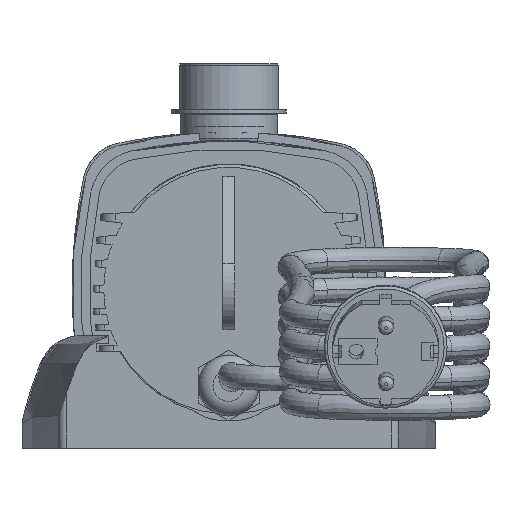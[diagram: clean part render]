
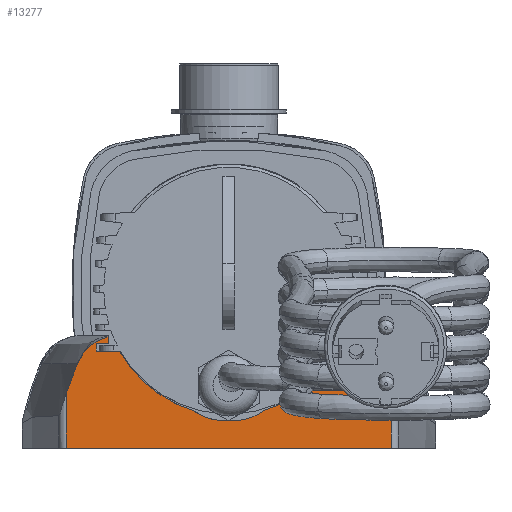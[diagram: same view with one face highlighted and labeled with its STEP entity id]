
A CAD part, left-side view. The second image highlights one B-rep face of the part: STEP entity #13277.
In plain terms, the highlighted face is planar.
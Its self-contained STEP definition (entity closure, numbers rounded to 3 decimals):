
#832=PLANE('',#14094);
#1264=LINE('',#19417,#2276);
#1266=LINE('',#19421,#2278);
#1268=LINE('',#19425,#2280);
#1270=LINE('',#19429,#2282);
#1274=LINE('',#19436,#2286);
#1276=LINE('',#19440,#2288);
#1278=LINE('',#19444,#2290);
#1280=LINE('',#19448,#2292);
#1286=LINE('',#19482,#2298);
#1288=LINE('',#19496,#2300);
#1289=LINE('',#19499,#2301);
#2276=VECTOR('',#15408,2.147);
#2278=VECTOR('',#15412,7.941);
#2280=VECTOR('',#15416,2.618);
#2282=VECTOR('',#15420,4.025);
#2286=VECTOR('',#15426,2.147);
#2288=VECTOR('',#15430,4.025);
#2290=VECTOR('',#15434,2.618);
#2292=VECTOR('',#15438,7.941);
#2298=VECTOR('',#15476,18.529);
#2300=VECTOR('',#15486,18.529);
#2301=VECTOR('',#15491,109.976);
#3369=CIRCLE('',#14013,43.9);
#3397=CIRCLE('',#14074,43.9);
#3398=CIRCLE('',#14076,17.179);
#3399=CIRCLE('',#14078,17.179);
#3837=FACE_OUTER_BOUND('',#4612,.T.);
#4612=EDGE_LOOP('',(#9363,#9364,#9365,#9366,#9367,#9368,#9369,#9370,#9371,
#9372,#9373,#9374,#9375,#9376,#9377,#9378,#9379,#9380,#9381));
#5468=B_SPLINE_CURVE_WITH_KNOTS('',3,(#19136,#19137,#19138,#19139),
 .UNSPECIFIED.,.F.,.F.,(4,4),(0.,1.074),.UNSPECIFIED.);
#5472=B_SPLINE_CURVE_WITH_KNOTS('',3,(#19178,#19179,#19180,#19181,#19182,
#19183,#19184,#19185),.UNSPECIFIED.,.F.,.F.,(4,2,2,4),(0.,0.561,
1.134,1.432),.UNSPECIFIED.);
#5475=B_SPLINE_CURVE_WITH_KNOTS('',3,(#19241,#19242,#19243,#19244),
 .UNSPECIFIED.,.F.,.F.,(4,4),(0.174,1.249),
 .UNSPECIFIED.);
#5481=B_SPLINE_CURVE_WITH_KNOTS('',3,(#19381,#19382,#19383,#19384,#19385,
#19386,#19387,#19388,#19389,#19390),.UNSPECIFIED.,.F.,.F.,(4,2,2,2,4),(0.324,
0.593,1.177,1.467,1.756),
 .UNSPECIFIED.);
#5797=VERTEX_POINT('',#18900);
#5798=VERTEX_POINT('',#18902);
#5823=VERTEX_POINT('',#19112);
#5824=VERTEX_POINT('',#19135);
#5830=VERTEX_POINT('',#19172);
#5831=VERTEX_POINT('',#19177);
#5834=VERTEX_POINT('',#19240);
#5860=VERTEX_POINT('',#19380);
#5866=VERTEX_POINT('',#19415);
#5867=VERTEX_POINT('',#19419);
#5868=VERTEX_POINT('',#19423);
#5869=VERTEX_POINT('',#19427);
#5872=VERTEX_POINT('',#19438);
#5873=VERTEX_POINT('',#19442);
#5874=VERTEX_POINT('',#19446);
#5875=VERTEX_POINT('',#19450);
#5876=VERTEX_POINT('',#19454);
#5880=VERTEX_POINT('',#19480);
#5882=VERTEX_POINT('',#19495);
#7124=EDGE_CURVE('',#5798,#5797,#3369,.T.);
#7159=EDGE_CURVE('',#5824,#5823,#5468,.T.);
#7167=EDGE_CURVE('',#5831,#5830,#5472,.T.);
#7173=EDGE_CURVE('',#5834,#5831,#5475,.T.);
#7208=EDGE_CURVE('',#5860,#5824,#5481,.T.);
#7221=EDGE_CURVE('',#5830,#5866,#1264,.T.);
#7223=EDGE_CURVE('',#5797,#5867,#1266,.T.);
#7225=EDGE_CURVE('',#5867,#5868,#1268,.T.);
#7227=EDGE_CURVE('',#5868,#5869,#1270,.T.);
#7231=EDGE_CURVE('',#5869,#5860,#1274,.T.);
#7233=EDGE_CURVE('',#5866,#5872,#1276,.T.);
#7235=EDGE_CURVE('',#5872,#5873,#1278,.T.);
#7237=EDGE_CURVE('',#5873,#5874,#1280,.T.);
#7239=EDGE_CURVE('',#5874,#5875,#3397,.T.);
#7241=EDGE_CURVE('',#5875,#5876,#3398,.T.);
#7242=EDGE_CURVE('',#5876,#5798,#3399,.T.);
#7251=EDGE_CURVE('',#5880,#5823,#1286,.T.);
#7255=EDGE_CURVE('',#5882,#5834,#1288,.T.);
#7257=EDGE_CURVE('',#5880,#5882,#1289,.T.);
#9363=ORIENTED_EDGE('',*,*,#7231,.T.);
#9364=ORIENTED_EDGE('',*,*,#7208,.T.);
#9365=ORIENTED_EDGE('',*,*,#7159,.T.);
#9366=ORIENTED_EDGE('',*,*,#7251,.F.);
#9367=ORIENTED_EDGE('',*,*,#7257,.T.);
#9368=ORIENTED_EDGE('',*,*,#7255,.T.);
#9369=ORIENTED_EDGE('',*,*,#7173,.T.);
#9370=ORIENTED_EDGE('',*,*,#7167,.T.);
#9371=ORIENTED_EDGE('',*,*,#7221,.T.);
#9372=ORIENTED_EDGE('',*,*,#7233,.T.);
#9373=ORIENTED_EDGE('',*,*,#7235,.T.);
#9374=ORIENTED_EDGE('',*,*,#7237,.T.);
#9375=ORIENTED_EDGE('',*,*,#7239,.T.);
#9376=ORIENTED_EDGE('',*,*,#7241,.T.);
#9377=ORIENTED_EDGE('',*,*,#7242,.T.);
#9378=ORIENTED_EDGE('',*,*,#7124,.T.);
#9379=ORIENTED_EDGE('',*,*,#7223,.T.);
#9380=ORIENTED_EDGE('',*,*,#7225,.T.);
#9381=ORIENTED_EDGE('',*,*,#7227,.T.);
#13277=ADVANCED_FACE('',(#3837),#832,.T.);
#14013=AXIS2_PLACEMENT_3D('',#18903,#15267,#15268);
#14074=AXIS2_PLACEMENT_3D('',#19452,#15442,#15443);
#14076=AXIS2_PLACEMENT_3D('',#19456,#15447,#15448);
#14078=AXIS2_PLACEMENT_3D('',#19458,#15451,#15452);
#14094=AXIS2_PLACEMENT_3D('',#19498,#15489,#15490);
#15267=DIRECTION('center_axis',(0.,0.,1.));
#15268=DIRECTION('ref_axis',(0.297,-0.955,0.));
#15408=DIRECTION('',(0.,-1.,0.));
#15412=DIRECTION('',(1.,0.,0.));
#15416=DIRECTION('',(0.,1.,0.));
#15420=DIRECTION('',(-1.,0.,0.));
#15426=DIRECTION('',(0.,1.,0.));
#15430=DIRECTION('',(-1.,0.,0.));
#15434=DIRECTION('',(0.,-1.,0.));
#15438=DIRECTION('',(1.,0.,0.));
#15442=DIRECTION('center_axis',(0.,0.,1.));
#15443=DIRECTION('ref_axis',(-0.868,-0.496,0.));
#15447=DIRECTION('center_axis',(0.,0.,1.));
#15448=DIRECTION('ref_axis',(-0.592,-0.806,0.));
#15451=DIRECTION('center_axis',(0.,0.,1.));
#15452=DIRECTION('ref_axis',(-0.095,-0.995,0.));
#15476=DIRECTION('',(0.,1.,0.));
#15486=DIRECTION('',(0.,1.,0.));
#15489=DIRECTION('center_axis',(0.,0.,-1.));
#15490=DIRECTION('ref_axis',(-1.,0.,0.));
#15491=DIRECTION('',(-1.,0.,0.));
#18900=CARTESIAN_POINT('',(36.888,28.062,-111.287));
#18902=CARTESIAN_POINT('',(11.799,7.911,-111.287));
#18903=CARTESIAN_POINT('Origin',(-1.235,49.831,-111.287));
#19112=CARTESIAN_POINT('',(54.988,13.779,-111.287));
#19135=CARTESIAN_POINT('',(51.154,23.8,-111.287));
#19136=CARTESIAN_POINT('Ctrl Pts',(51.154,23.8,-111.287));
#19137=CARTESIAN_POINT('Ctrl Pts',(52.645,20.544,-111.287));
#19138=CARTESIAN_POINT('Ctrl Pts',(53.926,17.197,-111.287));
#19139=CARTESIAN_POINT('Ctrl Pts',(54.988,13.779,-111.287));
#19172=CARTESIAN_POINT('',(-40.803,32.827,-111.287));
#19177=CARTESIAN_POINT('',(-51.154,23.8,-111.287));
#19178=CARTESIAN_POINT('Ctrl Pts',(-51.154,23.8,-111.287));
#19179=CARTESIAN_POINT('Ctrl Pts',(-50.49,25.547,-111.287));
#19180=CARTESIAN_POINT('Ctrl Pts',(-49.491,27.145,-111.287));
#19181=CARTESIAN_POINT('Ctrl Pts',(-46.914,29.911,-111.287));
#19182=CARTESIAN_POINT('Ctrl Pts',(-45.349,31.041,-111.287));
#19183=CARTESIAN_POINT('Ctrl Pts',(-42.713,32.265,-111.287));
#19184=CARTESIAN_POINT('Ctrl Pts',(-41.77,32.594,-111.287));
#19185=CARTESIAN_POINT('Ctrl Pts',(-40.803,32.827,-111.287));
#19240=CARTESIAN_POINT('',(-54.988,13.779,-111.287));
#19241=CARTESIAN_POINT('Ctrl Pts',(-54.988,13.779,-111.287));
#19242=CARTESIAN_POINT('Ctrl Pts',(-53.926,17.197,-111.287));
#19243=CARTESIAN_POINT('Ctrl Pts',(-52.645,20.544,-111.287));
#19244=CARTESIAN_POINT('Ctrl Pts',(-51.154,23.8,-111.287));
#19380=CARTESIAN_POINT('',(40.803,32.827,-111.287));
#19381=CARTESIAN_POINT('Ctrl Pts',(40.803,32.827,-111.287));
#19382=CARTESIAN_POINT('Ctrl Pts',(41.671,32.618,-111.287));
#19383=CARTESIAN_POINT('Ctrl Pts',(42.52,32.332,-111.287));
#19384=CARTESIAN_POINT('Ctrl Pts',(45.122,31.186,-111.287));
#19385=CARTESIAN_POINT('Ctrl Pts',(46.735,30.063,-111.287));
#19386=CARTESIAN_POINT('Ctrl Pts',(48.749,27.958,-111.287));
#19387=CARTESIAN_POINT('Ctrl Pts',(49.347,27.195,-111.287));
#19388=CARTESIAN_POINT('Ctrl Pts',(50.379,25.564,-111.287));
#19389=CARTESIAN_POINT('Ctrl Pts',(50.811,24.701,-111.287));
#19390=CARTESIAN_POINT('Ctrl Pts',(51.154,23.8,-111.287));
#19415=CARTESIAN_POINT('',(-40.803,30.68,-111.287));
#19417=CARTESIAN_POINT('',(-40.803,12.965,-111.287));
#19419=CARTESIAN_POINT('',(44.828,28.062,-111.287));
#19421=CARTESIAN_POINT('',(49.908,28.062,-111.287));
#19423=CARTESIAN_POINT('',(44.828,30.68,-111.287));
#19425=CARTESIAN_POINT('',(44.828,12.965,-111.287));
#19427=CARTESIAN_POINT('',(40.803,30.68,-111.287));
#19429=CARTESIAN_POINT('',(47.896,30.68,-111.287));
#19436=CARTESIAN_POINT('',(40.803,16.704,-111.287));
#19438=CARTESIAN_POINT('',(-44.828,30.68,-111.287));
#19440=CARTESIAN_POINT('',(5.08,30.68,-111.287));
#19442=CARTESIAN_POINT('',(-44.828,28.062,-111.287));
#19444=CARTESIAN_POINT('',(-44.828,11.656,-111.287));
#19446=CARTESIAN_POINT('',(-36.888,28.062,-111.287));
#19448=CARTESIAN_POINT('',(9.05,28.062,-111.287));
#19450=CARTESIAN_POINT('',(-11.799,7.911,-111.287));
#19452=CARTESIAN_POINT('Origin',(1.235,49.831,-111.287));
#19454=CARTESIAN_POINT('',(0.,4.657,-111.287));
#19456=CARTESIAN_POINT('Origin',(-1.633,21.758,-111.287));
#19458=CARTESIAN_POINT('Origin',(1.633,21.758,-111.287));
#19480=CARTESIAN_POINT('',(54.988,-4.75,-111.287));
#19482=CARTESIAN_POINT('',(54.988,-4.75,-111.287));
#19495=CARTESIAN_POINT('',(-54.988,-4.75,-111.287));
#19496=CARTESIAN_POINT('',(-54.988,-4.75,-111.287));
#19498=CARTESIAN_POINT('Origin',(54.988,-4.75,-111.287));
#19499=CARTESIAN_POINT('',(54.988,-4.75,-111.287));
